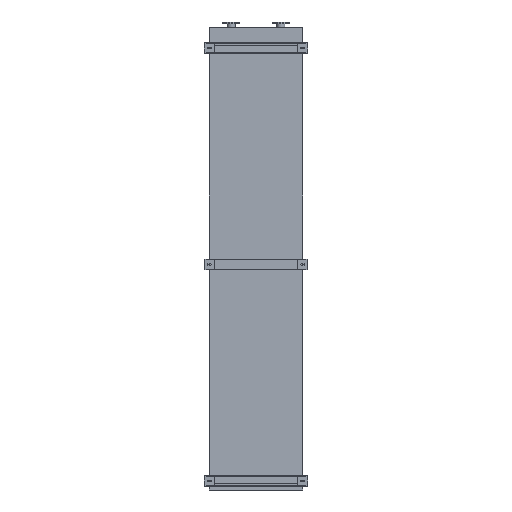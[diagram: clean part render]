
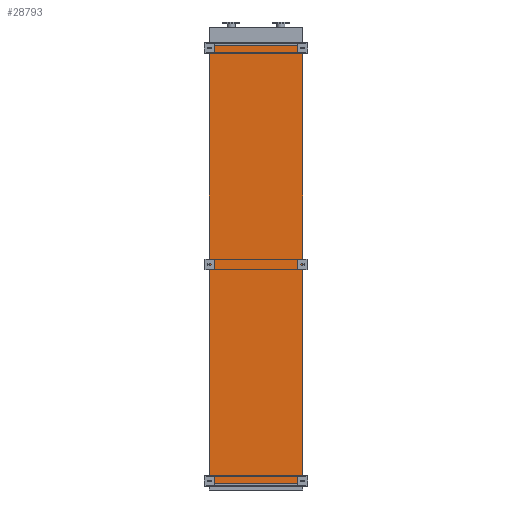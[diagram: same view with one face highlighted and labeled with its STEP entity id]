
A CAD part, front view. The second image highlights one B-rep face of the part: STEP entity #28793.
In plain terms, the highlighted planar face has unit normal (0, -1, 0).
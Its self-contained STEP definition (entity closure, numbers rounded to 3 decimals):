
#126 = EDGE_CURVE ( 'NONE', #10498, #20295, #8236, .T. ) ;
#746 = DIRECTION ( 'NONE',  ( 1., 0., 0. ) ) ;
#1992 = LINE ( 'NONE', #10277, #27152 ) ;
#2576 = CARTESIAN_POINT ( 'NONE',  ( 605., 0., 0. ) ) ;
#3131 = CARTESIAN_POINT ( 'NONE',  ( -605., 0., -5650. ) ) ;
#4492 = DIRECTION ( 'NONE',  ( 0., -1., 0. ) ) ;
#4960 = EDGE_CURVE ( 'NONE', #20295, #24987, #22512, .T. ) ;
#5556 = CARTESIAN_POINT ( 'NONE',  ( -605., 0., 0. ) ) ;
#5983 = DIRECTION ( 'NONE',  ( 0., 0., 1. ) ) ;
#7619 = EDGE_LOOP ( 'NONE', ( #20266, #13538, #8621, #21552 ) ) ;
#7690 = FACE_OUTER_BOUND ( 'NONE', #7619, .T. ) ;
#8062 = VECTOR ( 'NONE', #5983, 1000. ) ;
#8236 = LINE ( 'NONE', #3131, #13178 ) ;
#8621 = ORIENTED_EDGE ( 'NONE', *, *, #27023, .T. ) ;
#8719 = AXIS2_PLACEMENT_3D ( 'NONE', #19057, #4492, #21541 ) ;
#9551 = VECTOR ( 'NONE', #746, 1000. ) ;
#9824 = VERTEX_POINT ( 'NONE', #18614 ) ;
#10277 = CARTESIAN_POINT ( 'NONE',  ( -605., 0., -5650. ) ) ;
#10498 = VERTEX_POINT ( 'NONE', #25960 ) ;
#13178 = VECTOR ( 'NONE', #24976, 1000. ) ;
#13538 = ORIENTED_EDGE ( 'NONE', *, *, #126, .F. ) ;
#14523 = LINE ( 'NONE', #22923, #8062 ) ;
#18614 = CARTESIAN_POINT ( 'NONE',  ( 605., 0., -5650. ) ) ;
#19057 = CARTESIAN_POINT ( 'NONE',  ( -605., 0., -5650. ) ) ;
#20266 = ORIENTED_EDGE ( 'NONE', *, *, #4960, .F. ) ;
#20295 = VERTEX_POINT ( 'NONE', #27005 ) ;
#21329 = PLANE ( 'NONE',  #8719 ) ;
#21541 = DIRECTION ( 'NONE',  ( 0., 0., -1. ) ) ;
#21552 = ORIENTED_EDGE ( 'NONE', *, *, #29000, .T. ) ;
#22512 = LINE ( 'NONE', #5556, #9551 ) ;
#22923 = CARTESIAN_POINT ( 'NONE',  ( 605., 0., -5650. ) ) ;
#24976 = DIRECTION ( 'NONE',  ( 0., 0., 1. ) ) ;
#24987 = VERTEX_POINT ( 'NONE', #2576 ) ;
#25960 = CARTESIAN_POINT ( 'NONE',  ( -605., 0., -5650. ) ) ;
#27005 = CARTESIAN_POINT ( 'NONE',  ( -605., 0., 0. ) ) ;
#27023 = EDGE_CURVE ( 'NONE', #10498, #9824, #1992, .T. ) ;
#27152 = VECTOR ( 'NONE', #29648, 1000. ) ;
#28793 = ADVANCED_FACE ( 'NONE', ( #7690 ), #21329, .T. ) ;
#29000 = EDGE_CURVE ( 'NONE', #9824, #24987, #14523, .T. ) ;
#29648 = DIRECTION ( 'NONE',  ( 1., 0., 0. ) ) ;
